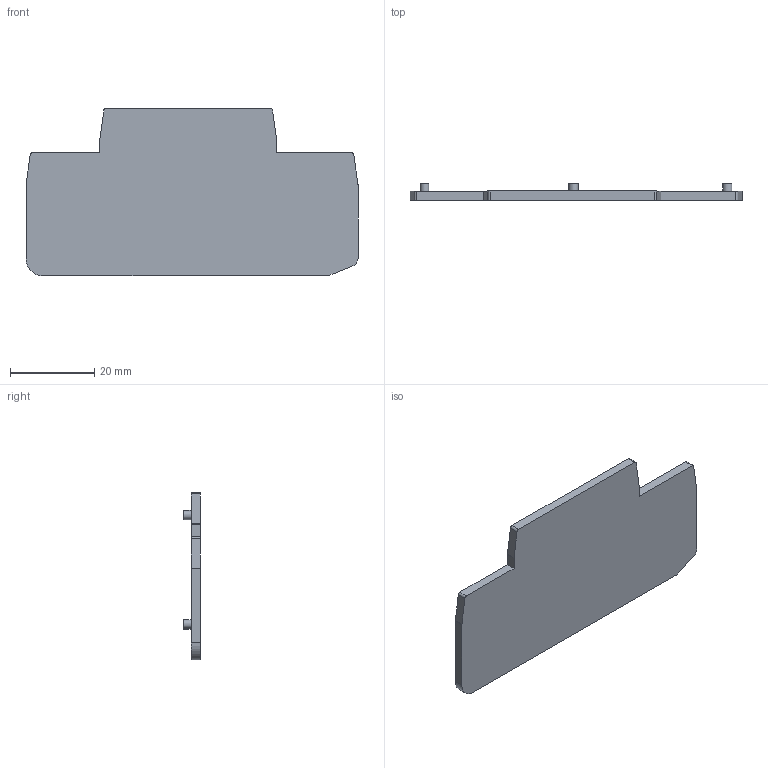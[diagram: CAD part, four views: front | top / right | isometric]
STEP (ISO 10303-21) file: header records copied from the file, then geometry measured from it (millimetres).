
FILE_DESCRIPTION( ( 'STEP AP214' ), '1' );
FILE_NAME( 'DD-PTTB2.5-D-20221219.stp', '2022-12-19T09:00:34', ( ' ' ), ( ' ' ), 'XStep 1.0', ' ', ' ' );
FILE_SCHEMA( ( 'CONFIG_CONTROL_DESIGN) ( )' ) );
Length unit declared in the file: metre
Products named in the file (1): 1
Bounding box: 78.8 x 4 x 39.8 mm (x, y, z)
Volume: 5994.9 mm3; surface area: 5970.8 mm2
Topology: 1 solids, 1 shells, 32 faces, 81 edges, 54 vertices
Faces by surface type: plane 18, cylinder 14
Full cylindrical faces by diameter (mm): 2.045 x1, 2.195 x2
Entity records: 1166 total; most frequent: DIRECTION 172, CARTESIAN_POINT 165, ORIENTED_EDGE 156, EDGE_CURVE 78, AXIS2_PLACEMENT_3D 61, VERTEX_POINT 54, LINE 50, VECTOR 50
